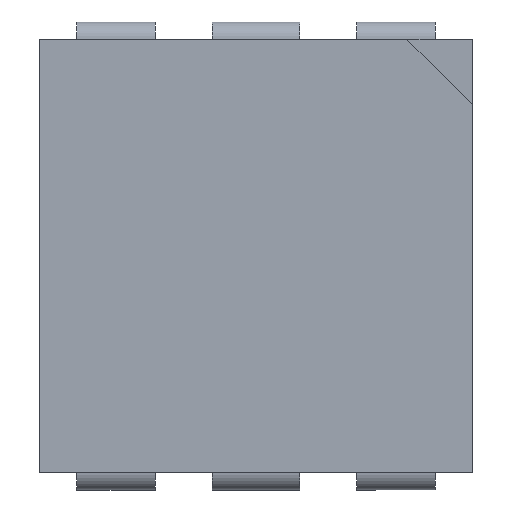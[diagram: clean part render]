
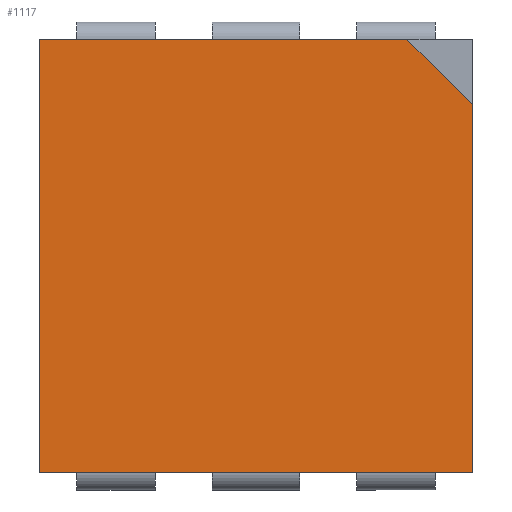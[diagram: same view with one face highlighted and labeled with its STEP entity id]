
A CAD part, top view. The second image highlights one B-rep face of the part: STEP entity #1117.
In plain terms, the highlighted planar face has unit normal (0, 0, 1).
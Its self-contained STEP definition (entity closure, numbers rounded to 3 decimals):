
#26 = DIRECTION ( 'NONE',  ( 1., 0., 0. ) ) ;
#149 = LINE ( 'NONE', #745, #549 ) ;
#166 = VERTEX_POINT ( 'NONE', #1456 ) ;
#198 = ORIENTED_EDGE ( 'NONE', *, *, #2221, .T. ) ;
#312 = EDGE_CURVE ( 'NONE', #166, #1407, #149, .T. ) ;
#314 = CARTESIAN_POINT ( 'NONE',  ( -2.475, -2.475, 1.5 ) ) ;
#444 = DIRECTION ( 'NONE',  ( 0., 1., 0. ) ) ;
#544 = EDGE_LOOP ( 'NONE', ( #1583, #198, #1476, #1488, #1097 ) ) ;
#549 = VECTOR ( 'NONE', #2292, 1000. ) ;
#639 = VERTEX_POINT ( 'NONE', #314 ) ;
#745 = CARTESIAN_POINT ( 'NONE',  ( 1.725, 2.475, 1.5 ) ) ;
#788 = VECTOR ( 'NONE', #26, 1000. ) ;
#847 = VECTOR ( 'NONE', #974, 1000. ) ;
#914 = LINE ( 'NONE', #2390, #1822 ) ;
#974 = DIRECTION ( 'NONE',  ( -1., 0., 0. ) ) ;
#1003 = VECTOR ( 'NONE', #444, 1000. ) ;
#1021 = DIRECTION ( 'NONE',  ( 0., -1., 0. ) ) ;
#1083 = CARTESIAN_POINT ( 'NONE',  ( 0., 0., 1.5 ) ) ;
#1097 = ORIENTED_EDGE ( 'NONE', *, *, #1951, .T. ) ;
#1117 = ADVANCED_FACE ( 'NONE', ( #1523 ), #2245, .T. ) ;
#1228 = CARTESIAN_POINT ( 'NONE',  ( 2.475, -2.475, 1.5 ) ) ;
#1270 = DIRECTION ( 'NONE',  ( 1., 0., 0. ) ) ;
#1300 = CARTESIAN_POINT ( 'NONE',  ( 2.475, -2.475, 1.5 ) ) ;
#1358 = LINE ( 'NONE', #2339, #847 ) ;
#1407 = VERTEX_POINT ( 'NONE', #2185 ) ;
#1456 = CARTESIAN_POINT ( 'NONE',  ( 1.725, 2.475, 1.5 ) ) ;
#1476 = ORIENTED_EDGE ( 'NONE', *, *, #1865, .T. ) ;
#1488 = ORIENTED_EDGE ( 'NONE', *, *, #1886, .T. ) ;
#1507 = CARTESIAN_POINT ( 'NONE',  ( -2.475, 2.475, 1.5 ) ) ;
#1523 = FACE_OUTER_BOUND ( 'NONE', #544, .T. ) ;
#1524 = LINE ( 'NONE', #1228, #1003 ) ;
#1583 = ORIENTED_EDGE ( 'NONE', *, *, #312, .F. ) ;
#1709 = VERTEX_POINT ( 'NONE', #1300 ) ;
#1713 = VERTEX_POINT ( 'NONE', #1507 ) ;
#1822 = VECTOR ( 'NONE', #1021, 1000. ) ;
#1865 = EDGE_CURVE ( 'NONE', #1713, #639, #914, .T. ) ;
#1886 = EDGE_CURVE ( 'NONE', #639, #1709, #2352, .T. ) ;
#1951 = EDGE_CURVE ( 'NONE', #1709, #1407, #1524, .T. ) ;
#2060 = AXIS2_PLACEMENT_3D ( 'NONE', #1083, #2462, #1270 ) ;
#2185 = CARTESIAN_POINT ( 'NONE',  ( 2.475, 1.725, 1.5 ) ) ;
#2193 = CARTESIAN_POINT ( 'NONE',  ( -2.475, -2.475, 1.5 ) ) ;
#2221 = EDGE_CURVE ( 'NONE', #166, #1713, #1358, .T. ) ;
#2245 = PLANE ( 'NONE',  #2060 ) ;
#2292 = DIRECTION ( 'NONE',  ( 0.707, -0.707, 0. ) ) ;
#2339 = CARTESIAN_POINT ( 'NONE',  ( 2.475, 2.475, 1.5 ) ) ;
#2352 = LINE ( 'NONE', #2193, #788 ) ;
#2390 = CARTESIAN_POINT ( 'NONE',  ( -2.475, 2.475, 1.5 ) ) ;
#2462 = DIRECTION ( 'NONE',  ( 0., 0., 1. ) ) ;
